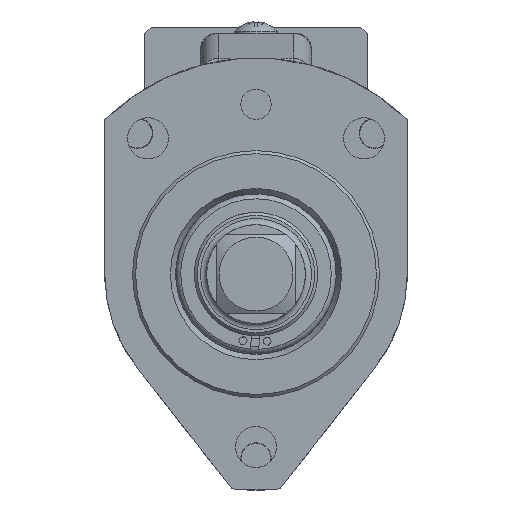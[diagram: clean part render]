
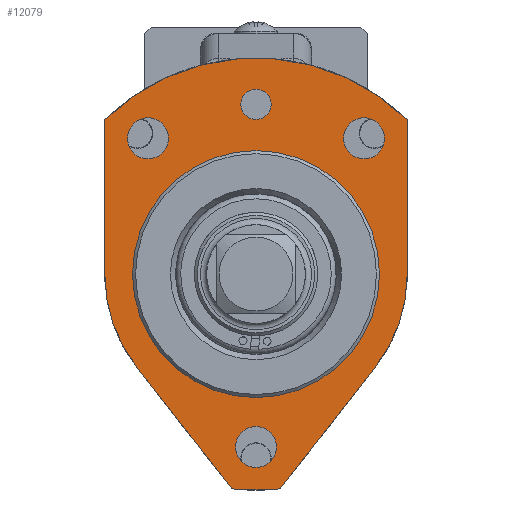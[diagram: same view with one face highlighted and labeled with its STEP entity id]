
A CAD part, front view. The second image highlights one B-rep face of the part: STEP entity #12079.
In plain terms, the highlighted planar face has unit normal (0, -1, 0).
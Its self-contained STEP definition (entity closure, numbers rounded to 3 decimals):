
#306=FACE_BOUND('',#4225,.T.);
#307=FACE_BOUND('',#4226,.T.);
#308=FACE_BOUND('',#4227,.T.);
#309=FACE_BOUND('',#4228,.T.);
#310=FACE_BOUND('',#4229,.T.);
#653=PLANE('',#13129);
#1584=LINE('',#19661,#2619);
#1591=LINE('',#19678,#2626);
#1599=LINE('',#19698,#2634);
#1601=LINE('',#19704,#2636);
#2619=VECTOR('',#15814,10.);
#2626=VECTOR('',#15833,10.);
#2634=VECTOR('',#15853,10.);
#2636=VECTOR('',#15859,10.);
#3486=FACE_OUTER_BOUND('',#4224,.T.);
#4224=EDGE_LOOP('',(#9949,#9950,#9951,#9952,#9953,#9954,#9955,#9956));
#4225=EDGE_LOOP('',(#9957));
#4226=EDGE_LOOP('',(#9958));
#4227=EDGE_LOOP('',(#9959));
#4228=EDGE_LOOP('',(#9960));
#4229=EDGE_LOOP('',(#9961));
#4788=CIRCLE('',#13073,3.324);
#4790=CIRCLE('',#13076,3.324);
#4792=CIRCLE('',#13079,3.324);
#4799=CIRCLE('',#13099,24.5);
#4801=CIRCLE('',#13105,24.5);
#4802=CIRCLE('',#13113,35.);
#4808=CIRCLE('',#13122,20.);
#4810=CIRCLE('',#13125,35.);
#4813=CIRCLE('',#13130,2.459);
#5723=VERTEX_POINT('',#19603);
#5725=VERTEX_POINT('',#19609);
#5727=VERTEX_POINT('',#19615);
#5737=VERTEX_POINT('',#19658);
#5738=VERTEX_POINT('',#19660);
#5740=VERTEX_POINT('',#19669);
#5742=VERTEX_POINT('',#19677);
#5745=VERTEX_POINT('',#19685);
#5746=VERTEX_POINT('',#19687);
#5748=VERTEX_POINT('',#19696);
#5750=VERTEX_POINT('',#19703);
#5755=VERTEX_POINT('',#19724);
#5758=VERTEX_POINT('',#19737);
#7182=EDGE_CURVE('',#5723,#5723,#4788,.T.);
#7185=EDGE_CURVE('',#5725,#5725,#4790,.T.);
#7188=EDGE_CURVE('',#5727,#5727,#4792,.T.);
#7211=EDGE_CURVE('',#5738,#5737,#1584,.T.);
#7216=EDGE_CURVE('',#5740,#5738,#4799,.T.);
#7220=EDGE_CURVE('',#5742,#5740,#1591,.T.);
#7224=EDGE_CURVE('',#5746,#5745,#4801,.T.);
#7230=EDGE_CURVE('',#5745,#5748,#1599,.T.);
#7232=EDGE_CURVE('',#5750,#5746,#1601,.T.);
#7235=EDGE_CURVE('',#5742,#5748,#4802,.T.);
#7242=EDGE_CURVE('',#5755,#5755,#4808,.T.);
#7245=EDGE_CURVE('',#5750,#5737,#4810,.T.);
#7249=EDGE_CURVE('',#5758,#5758,#4813,.T.);
#9949=ORIENTED_EDGE('',*,*,#7211,.T.);
#9950=ORIENTED_EDGE('',*,*,#7245,.F.);
#9951=ORIENTED_EDGE('',*,*,#7232,.T.);
#9952=ORIENTED_EDGE('',*,*,#7224,.T.);
#9953=ORIENTED_EDGE('',*,*,#7230,.T.);
#9954=ORIENTED_EDGE('',*,*,#7235,.F.);
#9955=ORIENTED_EDGE('',*,*,#7220,.T.);
#9956=ORIENTED_EDGE('',*,*,#7216,.T.);
#9957=ORIENTED_EDGE('',*,*,#7249,.T.);
#9958=ORIENTED_EDGE('',*,*,#7182,.T.);
#9959=ORIENTED_EDGE('',*,*,#7185,.T.);
#9960=ORIENTED_EDGE('',*,*,#7188,.T.);
#9961=ORIENTED_EDGE('',*,*,#7242,.T.);
#12079=ADVANCED_FACE('',(#3486,#306,#307,#308,#309,#310),#653,.T.);
#13073=AXIS2_PLACEMENT_3D('',#19604,#15749,#15750);
#13076=AXIS2_PLACEMENT_3D('',#19610,#15756,#15757);
#13079=AXIS2_PLACEMENT_3D('',#19616,#15763,#15764);
#13099=AXIS2_PLACEMENT_3D('',#19670,#15824,#15825);
#13105=AXIS2_PLACEMENT_3D('',#19688,#15842,#15843);
#13113=AXIS2_PLACEMENT_3D('',#19710,#15868,#15869);
#13122=AXIS2_PLACEMENT_3D('',#19725,#15887,#15888);
#13125=AXIS2_PLACEMENT_3D('',#19729,#15894,#15895);
#13129=AXIS2_PLACEMENT_3D('',#19736,#15903,#15904);
#13130=AXIS2_PLACEMENT_3D('',#19738,#15905,#15906);
#15749=DIRECTION('center_axis',(0.,1.,0.));
#15750=DIRECTION('ref_axis',(1.,0.,0.));
#15756=DIRECTION('center_axis',(0.,1.,0.));
#15757=DIRECTION('ref_axis',(1.,0.,0.));
#15763=DIRECTION('center_axis',(0.,1.,0.));
#15764=DIRECTION('ref_axis',(1.,0.,0.));
#15814=DIRECTION('',(0.616,0.,-0.788));
#15824=DIRECTION('center_axis',(0.,-1.,0.));
#15825=DIRECTION('ref_axis',(1.,0.,0.));
#15833=DIRECTION('',(0.,0.,-1.));
#15842=DIRECTION('center_axis',(0.,-1.,0.));
#15843=DIRECTION('ref_axis',(-0.788,0.,0.616));
#15853=DIRECTION('',(0.,0.,1.));
#15859=DIRECTION('',(0.616,0.,0.788));
#15868=DIRECTION('center_axis',(0.,1.,0.));
#15869=DIRECTION('ref_axis',(1.,0.,0.));
#15887=DIRECTION('center_axis',(0.,1.,0.));
#15888=DIRECTION('ref_axis',(1.,0.,0.));
#15894=DIRECTION('center_axis',(0.,1.,0.));
#15895=DIRECTION('ref_axis',(1.,0.,0.));
#15903=DIRECTION('center_axis',(0.,-1.,0.));
#15904=DIRECTION('ref_axis',(0.,0.,-1.));
#15905=DIRECTION('center_axis',(0.,1.,0.));
#15906=DIRECTION('ref_axis',(1.,0.,0.));
#19603=CARTESIAN_POINT('',(14.177,0.,22.));
#19604=CARTESIAN_POINT('Origin',(17.5,0.,22.));
#19609=CARTESIAN_POINT('',(-20.824,0.,22.));
#19610=CARTESIAN_POINT('Origin',(-17.5,0.,22.));
#19615=CARTESIAN_POINT('',(-3.324,0.,-28.));
#19616=CARTESIAN_POINT('Origin',(0.,0.,-28.));
#19658=CARTESIAN_POINT('',(-3.918,0.,-34.78));
#19660=CARTESIAN_POINT('',(-19.306,0.,-15.084));
#19661=CARTESIAN_POINT('',(-27.796,0.,-4.217));
#19669=CARTESIAN_POINT('',(-24.5,0.,0.));
#19670=CARTESIAN_POINT('Origin',(0.,0.,0.));
#19677=CARTESIAN_POINT('',(-24.5,0.,24.995));
#19678=CARTESIAN_POINT('',(-24.5,0.,29.997));
#19685=CARTESIAN_POINT('',(24.5,0.,0.));
#19687=CARTESIAN_POINT('',(19.306,0.,-15.084));
#19688=CARTESIAN_POINT('Origin',(0.,0.,0.));
#19696=CARTESIAN_POINT('',(24.5,0.,24.995));
#19698=CARTESIAN_POINT('',(24.5,0.,17.5));
#19703=CARTESIAN_POINT('',(3.918,0.,-34.78));
#19704=CARTESIAN_POINT('',(20.102,0.,-14.065));
#19710=CARTESIAN_POINT('Origin',(0.,0.,0.));
#19724=CARTESIAN_POINT('',(0.,0.,-20.));
#19725=CARTESIAN_POINT('Origin',(0.,0.,0.));
#19729=CARTESIAN_POINT('Origin',(0.,0.,0.));
#19736=CARTESIAN_POINT('Origin',(0.,0.,35.));
#19737=CARTESIAN_POINT('',(-2.459,0.,27.5));
#19738=CARTESIAN_POINT('Origin',(0.,0.,27.5));
